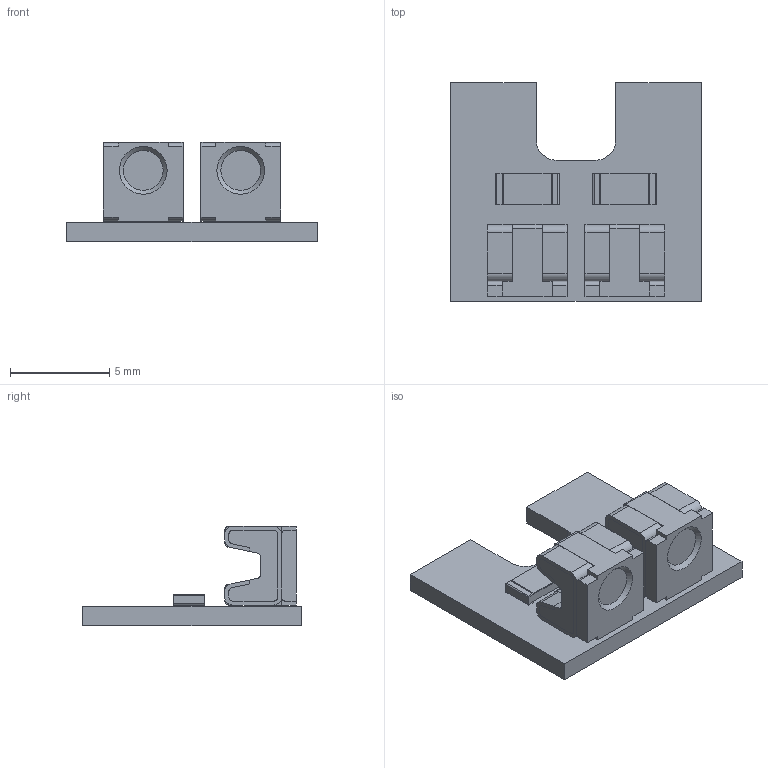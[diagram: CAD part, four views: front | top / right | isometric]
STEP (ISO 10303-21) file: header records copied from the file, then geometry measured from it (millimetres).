
FILE_DESCRIPTION(('KiCad electronic assembly'),'2;1');
FILE_NAME('12V_light.step','2025-07-23T17:45:37',('Pcbnew'),('Kicad'), 'Open CASCADE STEP processor 7.6','KiCad to STEP converter','Unknown' );
FILE_SCHEMA(('AUTOMOTIVE_DESIGN { 1 0 10303 214 1 1 1 1 }'));
Length unit declared in the file: millimetre
Products named in the file (6): 12V_light 1; LED4040; COMPOUND; R_1206_3216Metric; SOLID; PCB
Assembly tree (7 placements, depth 3):
  12V_light 1
    LED4040  x2
      COMPOUND
    R_1206_3216Metric  x2
      SOLID
    PCB
Bounding box: 12.6 x 11 x 4.98 mm (x, y, z)
Volume: 213.9 mm3; surface area: 708 mm2
Topology: 11 solids, 11 shells, 338 faces, 932 edges, 618 vertices
Faces by surface type: plane 224, cylinder 112, cone 2
Full cylindrical faces by diameter (mm): 2 x4
Entity records: 12695 total; most frequent: CARTESIAN_POINT 2116, DIRECTION 1982, LINE 1278, VECTOR 1278, ORIENTED_EDGE 1004, PCURVE 1004, DEFINITIONAL_REPRESENTATION 1004, EDGE_CURVE 502
